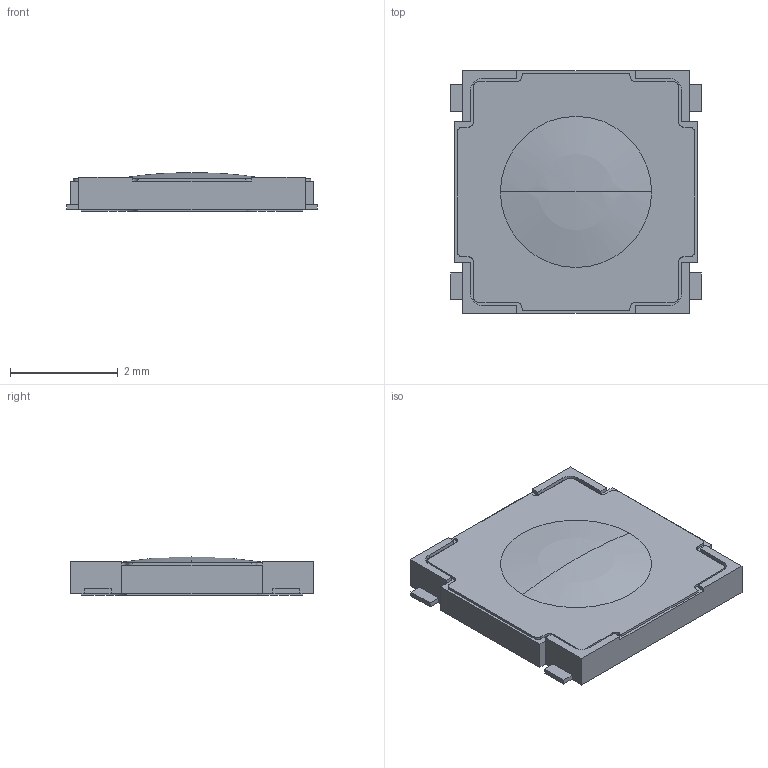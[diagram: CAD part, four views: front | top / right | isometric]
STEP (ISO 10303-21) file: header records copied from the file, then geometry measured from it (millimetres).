
FILE_DESCRIPTION(('FreeCAD Model'),'2;1');
FILE_NAME('CU97M01530FP.step','2017-03-08T14:44:22', ('kicad StepUp'),('ksu MCAD'),'Open CASCADE STEP processor 6.8', 'FreeCAD','Unknown');
FILE_SCHEMA(('AUTOMOTIVE_DESIGN_CC2 { 1 2 10303 214 -1 1 5 4 }'));
Length unit declared in the file: millimetre
Products named in the file (2): ASSEMBLY; CU97M01530FP
Assembly tree (1 placements, depth 2):
  ASSEMBLY
    CU97M01530FP
Bounding box: 4.65 x 4.5 x 0.72 mm (x, y, z)
Volume: 12.1 mm3; surface area: 52.3 mm2
Topology: 1 solids, 1 shells, 126 faces, 354 edges, 231 vertices
Faces by surface type: plane 100, cylinder 24, sphere 2
Entity records: 4039 total; most frequent: CARTESIAN_POINT 711, ORIENTED_EDGE 704, DIRECTION 660, EDGE_CURVE 352, LINE 300, VECTOR 300, VERTEX_POINT 231, AXIS2_PLACEMENT_3D 180
